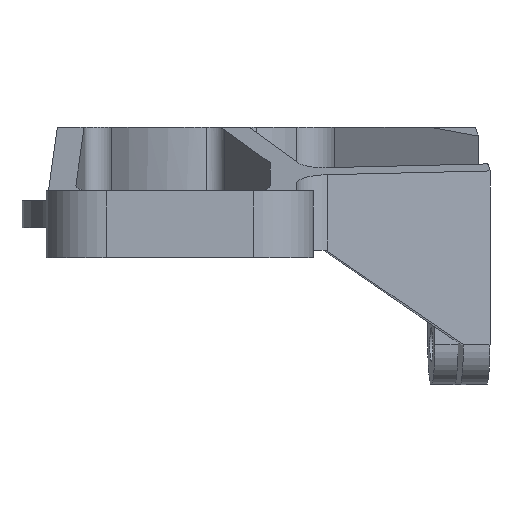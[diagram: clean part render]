
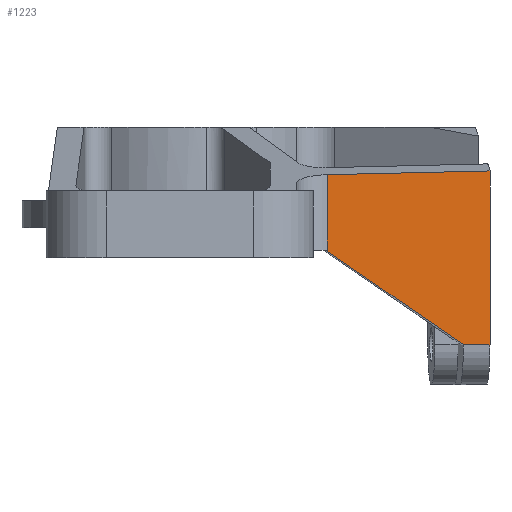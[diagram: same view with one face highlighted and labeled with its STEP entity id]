
A CAD part, left-side view. The second image highlights one B-rep face of the part: STEP entity #1223.
In plain terms, the highlighted planar face has unit normal (-0.996, -0.087, 0).
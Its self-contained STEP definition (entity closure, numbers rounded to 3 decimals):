
#129=FACE_OUTER_BOUND('',#195,.T.);
#195=EDGE_LOOP('',(#886,#887,#888,#889,#890,#891));
#269=LINE('',#1808,#387);
#301=LINE('',#1908,#419);
#302=LINE('',#1910,#420);
#303=LINE('',#1912,#421);
#304=LINE('',#1914,#422);
#305=LINE('',#1915,#423);
#387=VECTOR('',#1427,48.851);
#419=VECTOR('',#1515,22.535);
#420=VECTOR('',#1516,0.495);
#421=VECTOR('',#1517,50.08);
#422=VECTOR('',#1518,8.);
#423=VECTOR('',#1519,51.94);
#519=VERTEX_POINT('',#1805);
#520=VERTEX_POINT('',#1807);
#560=VERTEX_POINT('',#1907);
#561=VERTEX_POINT('',#1909);
#562=VERTEX_POINT('',#1911);
#563=VERTEX_POINT('',#1913);
#642=EDGE_CURVE('',#520,#519,#269,.T.);
#692=EDGE_CURVE('',#560,#519,#301,.T.);
#693=EDGE_CURVE('',#561,#560,#302,.T.);
#694=EDGE_CURVE('',#562,#561,#303,.T.);
#695=EDGE_CURVE('',#563,#562,#304,.T.);
#696=EDGE_CURVE('',#563,#520,#305,.T.);
#886=ORIENTED_EDGE('',*,*,#642,.T.);
#887=ORIENTED_EDGE('',*,*,#692,.F.);
#888=ORIENTED_EDGE('',*,*,#693,.F.);
#889=ORIENTED_EDGE('',*,*,#694,.F.);
#890=ORIENTED_EDGE('',*,*,#695,.F.);
#891=ORIENTED_EDGE('',*,*,#696,.T.);
#1181=PLANE('',#1313);
#1223=ADVANCED_FACE('',(#129),#1181,.T.);
#1313=AXIS2_PLACEMENT_3D('',#1906,#1513,#1514);
#1427=DIRECTION('',(-0.087,0.996,-0.023));
#1513=DIRECTION('center_axis',(-0.996,-0.087,0.));
#1514=DIRECTION('ref_axis',(0.,0.,1.));
#1515=DIRECTION('',(0.,0.,1.));
#1516=DIRECTION('',(0.087,-0.996,0.011));
#1517=DIRECTION('',(-0.072,0.822,0.565));
#1518=DIRECTION('',(-0.087,0.996,0.));
#1519=DIRECTION('',(0.,0.,1.));
#1805=CARTESIAN_POINT('',(-91.748,-41.315,24.816));
#1807=CARTESIAN_POINT('',(-87.492,-89.968,25.94));
#1808=CARTESIAN_POINT('',(-91.513,-44.008,24.879));
#1906=CARTESIAN_POINT('Origin',(-87.492,-89.968,0.));
#1907=CARTESIAN_POINT('',(-91.748,-41.315,2.281));
#1908=CARTESIAN_POINT('',(-91.748,-41.315,0.));
#1909=CARTESIAN_POINT('',(-91.791,-40.822,2.276));
#1910=CARTESIAN_POINT('',(-92.254,-35.538,2.218));
#1911=CARTESIAN_POINT('',(-88.189,-81.998,-26.));
#1912=CARTESIAN_POINT('',(-81.755,-155.538,-76.5));
#1913=CARTESIAN_POINT('',(-87.492,-89.968,-26.));
#1914=CARTESIAN_POINT('',(-87.492,-89.968,-26.));
#1915=CARTESIAN_POINT('',(-87.492,-89.968,0.));
